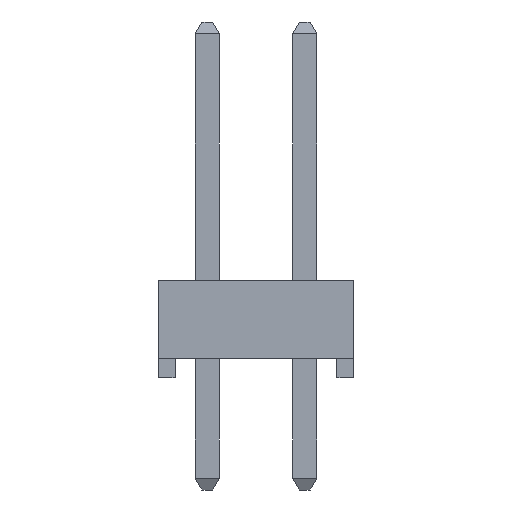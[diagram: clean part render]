
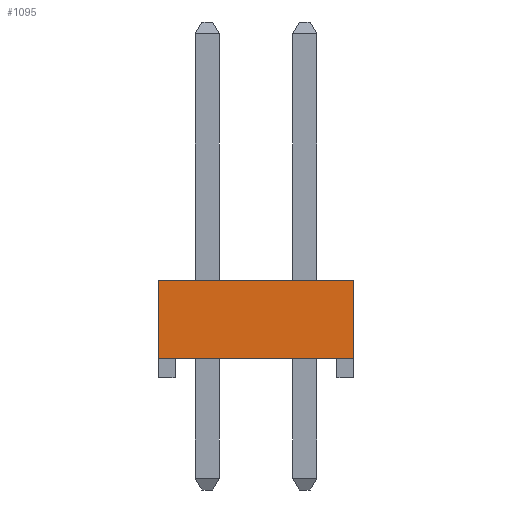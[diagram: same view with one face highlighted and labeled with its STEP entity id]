
A CAD part, left-side view. The second image highlights one B-rep face of the part: STEP entity #1095.
In plain terms, the highlighted planar face has unit normal (-1, 0, 0).
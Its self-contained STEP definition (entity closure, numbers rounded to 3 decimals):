
#111 = PLANE('',#112);
#112 = AXIS2_PLACEMENT_3D('',#113,#114,#115);
#113 = CARTESIAN_POINT('',(-1.019,-3.81,0.509));
#114 = DIRECTION('',(0.,0.,-1.));
#115 = DIRECTION('',(0.,1.,0.));
#192 = PLANE('',#193);
#193 = AXIS2_PLACEMENT_3D('',#194,#195,#196);
#194 = CARTESIAN_POINT('',(8.89,3.81,2.541));
#195 = DIRECTION('',(0.,-1.,0.));
#196 = DIRECTION('',(1.,0.,0.));
#509 = PLANE('',#510);
#510 = AXIS2_PLACEMENT_3D('',#511,#512,#513);
#511 = CARTESIAN_POINT('',(-1.27,-1.27,2.541));
#512 = DIRECTION('',(0.,1.,0.));
#513 = DIRECTION('',(-1.,0.,0.));
#606 = VERTEX_POINT('',#607);
#607 = CARTESIAN_POINT('',(-1.27,-1.27,0.509));
#628 = EDGE_CURVE('',#606,#629,#631,.T.);
#629 = VERTEX_POINT('',#630);
#630 = CARTESIAN_POINT('',(-1.27,3.81,0.509));
#631 = SURFACE_CURVE('',#632,(#636,#643),.PCURVE_S1.);
#632 = LINE('',#633,#634);
#633 = CARTESIAN_POINT('',(-1.27,3.81,0.509));
#634 = VECTOR('',#635,1.);
#635 = DIRECTION('',(0.,1.,0.));
#636 = PCURVE('',#111,#637);
#637 = DEFINITIONAL_REPRESENTATION('',(#638),#642);
#638 = LINE('',#639,#640);
#639 = CARTESIAN_POINT('',(7.62,-0.251));
#640 = VECTOR('',#641,1.);
#641 = DIRECTION('',(1.,0.));
#642 = ( GEOMETRIC_REPRESENTATION_CONTEXT(2) 
PARAMETRIC_REPRESENTATION_CONTEXT() REPRESENTATION_CONTEXT('2D SPACE',''
  ) );
#643 = PCURVE('',#644,#649);
#644 = PLANE('',#645);
#645 = AXIS2_PLACEMENT_3D('',#646,#647,#648);
#646 = CARTESIAN_POINT('',(-1.27,3.81,2.541));
#647 = DIRECTION('',(1.,0.,0.));
#648 = DIRECTION('',(0.,1.,0.));
#649 = DEFINITIONAL_REPRESENTATION('',(#650),#654);
#650 = LINE('',#651,#652);
#651 = CARTESIAN_POINT('',(0.,-2.032));
#652 = VECTOR('',#653,1.);
#653 = DIRECTION('',(1.,0.));
#654 = ( GEOMETRIC_REPRESENTATION_CONTEXT(2) 
PARAMETRIC_REPRESENTATION_CONTEXT() REPRESENTATION_CONTEXT('2D SPACE',''
  ) );
#1047 = EDGE_CURVE('',#1048,#629,#1050,.T.);
#1048 = VERTEX_POINT('',#1049);
#1049 = CARTESIAN_POINT('',(-1.27,3.81,2.541));
#1050 = SURFACE_CURVE('',#1051,(#1055,#1062),.PCURVE_S1.);
#1051 = LINE('',#1052,#1053);
#1052 = CARTESIAN_POINT('',(-1.27,3.81,2.541));
#1053 = VECTOR('',#1054,1.);
#1054 = DIRECTION('',(-0.,0.,-1.));
#1055 = PCURVE('',#192,#1056);
#1056 = DEFINITIONAL_REPRESENTATION('',(#1057),#1061);
#1057 = LINE('',#1058,#1059);
#1058 = CARTESIAN_POINT('',(-10.16,0.));
#1059 = VECTOR('',#1060,1.);
#1060 = DIRECTION('',(-0.,-1.));
#1061 = ( GEOMETRIC_REPRESENTATION_CONTEXT(2) 
PARAMETRIC_REPRESENTATION_CONTEXT() REPRESENTATION_CONTEXT('2D SPACE',''
  ) );
#1062 = PCURVE('',#644,#1063);
#1063 = DEFINITIONAL_REPRESENTATION('',(#1064),#1068);
#1064 = LINE('',#1065,#1066);
#1065 = CARTESIAN_POINT('',(0.,0.));
#1066 = VECTOR('',#1067,1.);
#1067 = DIRECTION('',(0.,-1.));
#1068 = ( GEOMETRIC_REPRESENTATION_CONTEXT(2) 
PARAMETRIC_REPRESENTATION_CONTEXT() REPRESENTATION_CONTEXT('2D SPACE',''
  ) );
#1084 = PLANE('',#1085);
#1085 = AXIS2_PLACEMENT_3D('',#1086,#1087,#1088);
#1086 = CARTESIAN_POINT('',(3.81,1.27,2.541));
#1087 = DIRECTION('',(0.,0.,1.));
#1088 = DIRECTION('',(0.,-1.,0.));
#1095 = ADVANCED_FACE('',(#1096),#644,.F.);
#1096 = FACE_BOUND('',#1097,.T.);
#1097 = EDGE_LOOP('',(#1098,#1099,#1122,#1143));
#1098 = ORIENTED_EDGE('',*,*,#628,.F.);
#1099 = ORIENTED_EDGE('',*,*,#1100,.F.);
#1100 = EDGE_CURVE('',#1101,#606,#1103,.T.);
#1101 = VERTEX_POINT('',#1102);
#1102 = CARTESIAN_POINT('',(-1.27,-1.27,2.541));
#1103 = SURFACE_CURVE('',#1104,(#1108,#1115),.PCURVE_S1.);
#1104 = LINE('',#1105,#1106);
#1105 = CARTESIAN_POINT('',(-1.27,-1.27,2.541));
#1106 = VECTOR('',#1107,1.);
#1107 = DIRECTION('',(-0.,0.,-1.));
#1108 = PCURVE('',#644,#1109);
#1109 = DEFINITIONAL_REPRESENTATION('',(#1110),#1114);
#1110 = LINE('',#1111,#1112);
#1111 = CARTESIAN_POINT('',(-5.08,0.));
#1112 = VECTOR('',#1113,1.);
#1113 = DIRECTION('',(0.,-1.));
#1114 = ( GEOMETRIC_REPRESENTATION_CONTEXT(2) 
PARAMETRIC_REPRESENTATION_CONTEXT() REPRESENTATION_CONTEXT('2D SPACE',''
  ) );
#1115 = PCURVE('',#509,#1116);
#1116 = DEFINITIONAL_REPRESENTATION('',(#1117),#1121);
#1117 = LINE('',#1118,#1119);
#1118 = CARTESIAN_POINT('',(0.,0.));
#1119 = VECTOR('',#1120,1.);
#1120 = DIRECTION('',(0.,-1.));
#1121 = ( GEOMETRIC_REPRESENTATION_CONTEXT(2) 
PARAMETRIC_REPRESENTATION_CONTEXT() REPRESENTATION_CONTEXT('2D SPACE',''
  ) );
#1122 = ORIENTED_EDGE('',*,*,#1123,.F.);
#1123 = EDGE_CURVE('',#1048,#1101,#1124,.T.);
#1124 = SURFACE_CURVE('',#1125,(#1129,#1136),.PCURVE_S1.);
#1125 = LINE('',#1126,#1127);
#1126 = CARTESIAN_POINT('',(-1.27,3.81,2.541));
#1127 = VECTOR('',#1128,1.);
#1128 = DIRECTION('',(0.,-1.,0.));
#1129 = PCURVE('',#644,#1130);
#1130 = DEFINITIONAL_REPRESENTATION('',(#1131),#1135);
#1131 = LINE('',#1132,#1133);
#1132 = CARTESIAN_POINT('',(0.,0.));
#1133 = VECTOR('',#1134,1.);
#1134 = DIRECTION('',(-1.,0.));
#1135 = ( GEOMETRIC_REPRESENTATION_CONTEXT(2) 
PARAMETRIC_REPRESENTATION_CONTEXT() REPRESENTATION_CONTEXT('2D SPACE',''
  ) );
#1136 = PCURVE('',#1084,#1137);
#1137 = DEFINITIONAL_REPRESENTATION('',(#1138),#1142);
#1138 = LINE('',#1139,#1140);
#1139 = CARTESIAN_POINT('',(-2.54,-5.08));
#1140 = VECTOR('',#1141,1.);
#1141 = DIRECTION('',(1.,0.));
#1142 = ( GEOMETRIC_REPRESENTATION_CONTEXT(2) 
PARAMETRIC_REPRESENTATION_CONTEXT() REPRESENTATION_CONTEXT('2D SPACE',''
  ) );
#1143 = ORIENTED_EDGE('',*,*,#1047,.T.);
